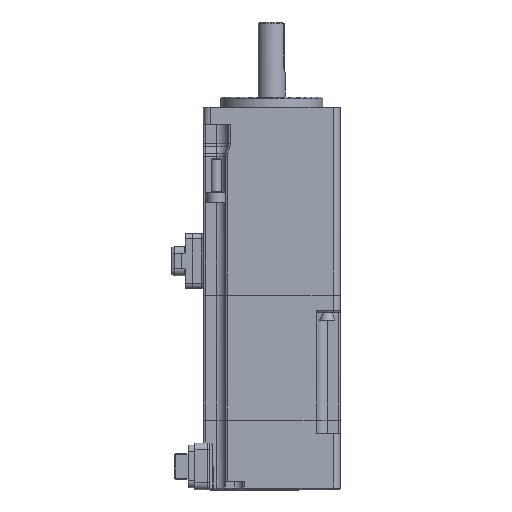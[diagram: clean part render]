
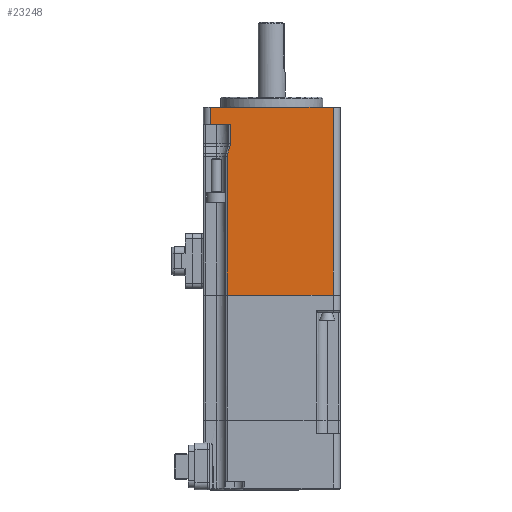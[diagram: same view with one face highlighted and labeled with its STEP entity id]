
A CAD part, top view. The second image highlights one B-rep face of the part: STEP entity #23248.
In plain terms, the highlighted planar face has unit normal (0, 0, 1).
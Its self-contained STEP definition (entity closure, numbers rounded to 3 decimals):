
#117 = CARTESIAN_POINT ( 'NONE',  ( -18., -53.992, 20. ) ) ;
#1510 = CARTESIAN_POINT ( 'NONE',  ( 18., -111.992, 20. ) ) ;
#2004 = DIRECTION ( 'NONE',  ( -1., 0., 0. ) ) ;
#2950 = CARTESIAN_POINT ( 'NONE',  ( -12.703, -69.987, 20. ) ) ;
#2987 = CARTESIAN_POINT ( 'NONE',  ( -18., -61.992, 20. ) ) ;
#3221 = CARTESIAN_POINT ( 'NONE',  ( 18., -56.992, 20. ) ) ;
#3242 = EDGE_LOOP ( 'NONE', ( #19869, #21093, #22681, #13953, #27337, #6774, #18056, #16383, #5369, #8827 ) ) ;
#3724 = VERTEX_POINT ( 'NONE', #13906 ) ;
#4322 = CARTESIAN_POINT ( 'NONE',  ( -18., -60.326, 20. ) ) ;
#4559 = EDGE_CURVE ( 'NONE', #14093, #3724, #24762, .T. ) ;
#4763 = VERTEX_POINT ( 'NONE', #23776 ) ;
#5369 = ORIENTED_EDGE ( 'NONE', *, *, #12178, .F. ) ;
#5472 = CARTESIAN_POINT ( 'NONE',  ( -12.163, -67.58, 20. ) ) ;
#6169 = CARTESIAN_POINT ( 'NONE',  ( 18., -93.659, 20. ) ) ;
#6278 = PLANE ( 'NONE',  #24450 ) ;
#6774 = ORIENTED_EDGE ( 'NONE', *, *, #26125, .F. ) ;
#6855 = CARTESIAN_POINT ( 'NONE',  ( -13., -71.392, 20. ) ) ;
#7621 = CARTESIAN_POINT ( 'NONE',  ( -12.163, -67.58, 20. ) ) ;
#7936 = CARTESIAN_POINT ( 'NONE',  ( -12.969, -70.937, 20. ) ) ;
#7953 = EDGE_CURVE ( 'NONE', #26515, #4763, #18032, .T. ) ;
#8221 = B_SPLINE_CURVE_WITH_KNOTS ( 'NONE', 3,
 ( #21227, #4322, #25516, #14917 ),
 .UNSPECIFIED., .F., .F.,
 ( 4, 4 ),
 ( 0., 1. ),
 .UNSPECIFIED. ) ;
#8827 = ORIENTED_EDGE ( 'NONE', *, *, #24047, .F. ) ;
#9233 = CARTESIAN_POINT ( 'NONE',  ( 18., -56.992, 20. ) ) ;
#9337 = B_SPLINE_CURVE_WITH_KNOTS ( 'NONE', 3,
 ( #9688, #18103, #26621, #7621 ),
 .UNSPECIFIED., .F., .F.,
 ( 4, 4 ),
 ( 0., 1. ),
 .UNSPECIFIED. ) ;
#9436 = CARTESIAN_POINT ( 'NONE',  ( -12.293, -68.524, 20. ) ) ;
#9688 = CARTESIAN_POINT ( 'NONE',  ( -12.293, -68.524, 20. ) ) ;
#9913 = VERTEX_POINT ( 'NONE', #11470 ) ;
#10261 = CARTESIAN_POINT ( 'NONE',  ( -18., -61.992, 20. ) ) ;
#10551 = FACE_OUTER_BOUND ( 'NONE', #3242, .T. ) ;
#10630 = EDGE_CURVE ( 'NONE', #13581, #16624, #26635, .T. ) ;
#11470 = CARTESIAN_POINT ( 'NONE',  ( -18., -56.992, 20. ) ) ;
#11519 = CARTESIAN_POINT ( 'NONE',  ( -12.498, -69.255, 20. ) ) ;
#11549 = CARTESIAN_POINT ( 'NONE',  ( -2.667, -111.992, 20. ) ) ;
#12178 = EDGE_CURVE ( 'NONE', #18240, #9913, #8221, .T. ) ;
#12496 = CARTESIAN_POINT ( 'NONE',  ( -16.054, -61.992, 20. ) ) ;
#12723 = B_SPLINE_CURVE_WITH_KNOTS ( 'NONE', 3,
 ( #9233, #17784, #26298, #15695 ),
 .UNSPECIFIED., .F., .F.,
 ( 4, 4 ),
 ( 0., 1. ),
 .UNSPECIFIED. ) ;
#13185 = CARTESIAN_POINT ( 'NONE',  ( -13., -98.459, 20. ) ) ;
#13581 = VERTEX_POINT ( 'NONE', #5472 ) ;
#13583 = CARTESIAN_POINT ( 'NONE',  ( -13., -71.392, 20. ) ) ;
#13665 = CARTESIAN_POINT ( 'NONE',  ( -12.163, -61.992, 20. ) ) ;
#13906 = CARTESIAN_POINT ( 'NONE',  ( 18., -111.992, 20. ) ) ;
#13953 = ORIENTED_EDGE ( 'NONE', *, *, #14616, .F. ) ;
#14093 = VERTEX_POINT ( 'NONE', #3221 ) ;
#14197 = EDGE_CURVE ( 'NONE', #22786, #13581, #9337, .T. ) ;
#14258 = CARTESIAN_POINT ( 'NONE',  ( -12.163, -61.992, 20. ) ) ;
#14345 = B_SPLINE_CURVE_WITH_KNOTS ( 'NONE', 3,
 ( #22498, #16193, #11549, #22235 ),
 .UNSPECIFIED., .F., .F.,
 ( 4, 4 ),
 ( 0., 1. ),
 .UNSPECIFIED. ) ;
#14616 = EDGE_CURVE ( 'NONE', #4763, #22738, #22337, .T. ) ;
#14803 = B_SPLINE_CURVE_WITH_KNOTS ( 'NONE', 3,
 ( #14258, #20808, #12496, #10261 ),
 .UNSPECIFIED., .F., .F.,
 ( 4, 4 ),
 ( 0., 1. ),
 .UNSPECIFIED. ) ;
#14917 = CARTESIAN_POINT ( 'NONE',  ( -18., -56.992, 20. ) ) ;
#15695 = CARTESIAN_POINT ( 'NONE',  ( -18., -56.992, 20. ) ) ;
#16193 = CARTESIAN_POINT ( 'NONE',  ( 7.667, -111.992, 20. ) ) ;
#16383 = ORIENTED_EDGE ( 'NONE', *, *, #21352, .T. ) ;
#16624 = VERTEX_POINT ( 'NONE', #18661 ) ;
#17165 = DIRECTION ( 'NONE',  ( 0., 0., -1. ) ) ;
#17212 = CARTESIAN_POINT ( 'NONE',  ( -13., -111.992, 20. ) ) ;
#17784 = CARTESIAN_POINT ( 'NONE',  ( 6., -56.992, 20. ) ) ;
#18000 = CARTESIAN_POINT ( 'NONE',  ( -12.907, -70.718, 20. ) ) ;
#18032 = B_SPLINE_CURVE_WITH_KNOTS ( 'NONE', 3,
 ( #17212, #13185, #25724, #6855 ),
 .UNSPECIFIED., .F., .F.,
 ( 4, 4 ),
 ( 0., 1. ),
 .UNSPECIFIED. ) ;
#18056 = ORIENTED_EDGE ( 'NONE', *, *, #4559, .F. ) ;
#18103 = CARTESIAN_POINT ( 'NONE',  ( -12.207, -68.217, 20. ) ) ;
#18240 = VERTEX_POINT ( 'NONE', #2987 ) ;
#18391 = CARTESIAN_POINT ( 'NONE',  ( -13., -111.992, 20. ) ) ;
#18661 = CARTESIAN_POINT ( 'NONE',  ( -12.163, -61.992, 20. ) ) ;
#18741 = CARTESIAN_POINT ( 'NONE',  ( 18., -75.326, 20. ) ) ;
#19240 = CARTESIAN_POINT ( 'NONE',  ( -12.907, -70.718, 20. ) ) ;
#19869 = ORIENTED_EDGE ( 'NONE', *, *, #10630, .F. ) ;
#20100 = CARTESIAN_POINT ( 'NONE',  ( -12.907, -70.718, 20. ) ) ;
#20808 = CARTESIAN_POINT ( 'NONE',  ( -14.109, -61.992, 20. ) ) ;
#21093 = ORIENTED_EDGE ( 'NONE', *, *, #14197, .F. ) ;
#21227 = CARTESIAN_POINT ( 'NONE',  ( -18., -61.992, 20. ) ) ;
#21352 = EDGE_CURVE ( 'NONE', #14093, #9913, #12723, .T. ) ;
#22235 = CARTESIAN_POINT ( 'NONE',  ( -13., -111.992, 20. ) ) ;
#22337 = B_SPLINE_CURVE_WITH_KNOTS ( 'NONE', 3,
 ( #13583, #22365, #7936, #18000 ),
 .UNSPECIFIED., .F., .F.,
 ( 4, 4 ),
 ( 0., 1. ),
 .UNSPECIFIED. ) ;
#22365 = CARTESIAN_POINT ( 'NONE',  ( -13., -71.165, 20. ) ) ;
#22498 = CARTESIAN_POINT ( 'NONE',  ( 18., -111.992, 20. ) ) ;
#22681 = ORIENTED_EDGE ( 'NONE', *, *, #23344, .F. ) ;
#22738 = VERTEX_POINT ( 'NONE', #19240 ) ;
#22786 = VERTEX_POINT ( 'NONE', #26206 ) ;
#23248 = ADVANCED_FACE ( 'NONE', ( #10551 ), #6278, .F. ) ;
#23344 = EDGE_CURVE ( 'NONE', #22738, #22786, #24402, .T. ) ;
#23776 = CARTESIAN_POINT ( 'NONE',  ( -13., -71.392, 20. ) ) ;
#24047 = EDGE_CURVE ( 'NONE', #16624, #18240, #14803, .T. ) ;
#24402 = B_SPLINE_CURVE_WITH_KNOTS ( 'NONE', 3,
 ( #20100, #2950, #11519, #9436 ),
 .UNSPECIFIED., .F., .F.,
 ( 4, 4 ),
 ( 0., 1. ),
 .UNSPECIFIED. ) ;
#24450 = AXIS2_PLACEMENT_3D ( 'NONE', #117, #17165, #2004 ) ;
#24762 = B_SPLINE_CURVE_WITH_KNOTS ( 'NONE', 3,
 ( #25025, #18741, #6169, #1510 ),
 .UNSPECIFIED., .F., .F.,
 ( 4, 4 ),
 ( 0., 1. ),
 .UNSPECIFIED. ) ;
#25025 = CARTESIAN_POINT ( 'NONE',  ( 18., -56.992, 20. ) ) ;
#25516 = CARTESIAN_POINT ( 'NONE',  ( -18., -58.659, 20. ) ) ;
#25724 = CARTESIAN_POINT ( 'NONE',  ( -13., -84.925, 20. ) ) ;
#26125 = EDGE_CURVE ( 'NONE', #3724, #26515, #14345, .T. ) ;
#26206 = CARTESIAN_POINT ( 'NONE',  ( -12.293, -68.524, 20. ) ) ;
#26298 = CARTESIAN_POINT ( 'NONE',  ( -6., -56.992, 20. ) ) ;
#26458 = CARTESIAN_POINT ( 'NONE',  ( -12.163, -65.718, 20. ) ) ;
#26515 = VERTEX_POINT ( 'NONE', #18391 ) ;
#26610 = CARTESIAN_POINT ( 'NONE',  ( -12.163, -63.855, 20. ) ) ;
#26621 = CARTESIAN_POINT ( 'NONE',  ( -12.163, -67.899, 20. ) ) ;
#26635 = B_SPLINE_CURVE_WITH_KNOTS ( 'NONE', 3,
 ( #27015, #26458, #26610, #13665 ),
 .UNSPECIFIED., .F., .F.,
 ( 4, 4 ),
 ( 0., 1. ),
 .UNSPECIFIED. ) ;
#27015 = CARTESIAN_POINT ( 'NONE',  ( -12.163, -67.58, 20. ) ) ;
#27337 = ORIENTED_EDGE ( 'NONE', *, *, #7953, .F. ) ;
